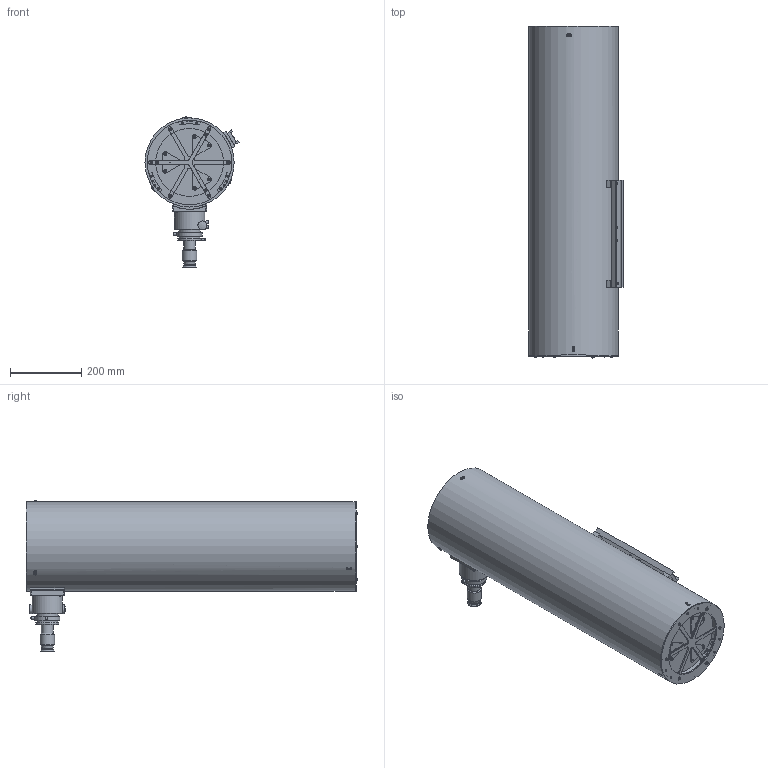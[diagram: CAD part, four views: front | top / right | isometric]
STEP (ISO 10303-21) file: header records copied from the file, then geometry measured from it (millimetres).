
FILE_DESCRIPTION(/* description */ (''),/* implementation_level */ '2;1');
FILE_NAME(/* name */ 'Teleskop.stp',/* time_stamp */ '2020-08-15T18:45:34+02:00',/* author */ ('barto'),/* organization */ (''),/* preprocessor_version */ 'ST-DEVELOPER v17.2',/* originating_system */ 'Autodesk Inventor 2019',/* authorisation */ '');
FILE_SCHEMA (('AUTOMOTIVE_DESIGN { 1 0 10303 214 3 1 1 }'));
Products named in the file (57): Teleskop; Gotowy; RingPrimaryMirror; NowyKatownik; SpiderPrimaryMirror; PrimaryMirror; BearingBall; HandlePrimaryMirror; GumoweTrzymadlo; Mirror; Część4; S-M3-0 ZI; Trzymacz; Połączenie gwintowe; Połączenie gwintowe_1; Połączenie gwintowe_2; ISO 4762 - M3 x 6; tuba2; Połączenie gwintowe_3; Połączenie gwintowe_4; ISO 7045 - M3 x 5 - 4.8 - H; Zespół1; Część1; podporka_pajaka; trzymadlo; srodek_pajaka; wkret_z_kulka; ramie_pajaka; Bolted Connection; ISO 2009 - M3 x 12; Bolted Connection_1; ISO 1207 - M3 x 6; Połączenie gwintowe_5; ISO 7045 - M4 x 5 - 4.8 - Z; Połączenie gwintowe_6; ISO 4035 - M3; Zespół14; szyna; podkladka; Połączenie gwintowe_7 ...
Assembly tree (138 placements, depth 4):
  Teleskop
    Gotowy
      RingPrimaryMirror
      NowyKatownik  x3
      Połączenie gwintowe_3  x3
        ISO 7045 - M3 x 5 - 4.8 - H
      Połączenie gwintowe_4  x3
        ISO 7045 - M3 x 5 - 4.8 - H
      SpiderPrimaryMirror
      Połączenie gwintowe_7  x3
        ISO 7045 - M4 x 6 - 4.8 - Z
      Połączenie gwintowe_5  x3
        ISO 7045 - M4 x 5 - 4.8 - Z
      PrimaryMirror
      Połączenie gwintowe_6  x3
        ISO 7045 - M4 x 6 - 4.8 - Z
      BearingBall  x3
      HandlePrimaryMirror  x3
      GumoweTrzymadlo  x9
      Mirror
      Część4  x3
      S-M3-0 ZI  x6
      Trzymacz  x3
      Połączenie gwintowe  x3
        ISO 7045 - M2,5 x 5 - 4.8 - Z
      Połączenie gwintowe_10  x3
        ISO 7045 - M2,5 x 5 - 4.8 - Z
      Połączenie gwintowe_1  x3
        ISO 4762 - M3 x 6
      Połączenie gwintowe_2  x3
        ISO 4762 - M3 x 6
    tuba2
    Połączenie gwintowe_3  x3
      ISO 7045 - M3 x 5 - 4.8 - H
    Połączenie gwintowe_4  x3
      ISO 7045 - M3 x 5 - 4.8 - H
    Zespół1
      Część1
      podporka_pajaka
      trzymadlo
      srodek_pajaka
      wkret_z_kulka
      ramie_pajaka  x3
      Bolted Connection  x3
        ISO 2009 - M3 x 12
      Bolted Connection_1  x3
        ISO 1207 - M3 x 6
    Połączenie gwintowe_5  x3
      ISO 7045 - M4 x 5 - 4.8 - Z
    Połączenie gwintowe_6  x3
      ISO 7045 - M4 x 6 - 4.8 - Z
    ISO 4035 - M3  x6
    Zespół14
      szyna
      podkladka  x2
    Połączenie gwintowe_7
      ISO 7045 - M4 x 6 - 4.8 - Z
    Połączenie gwintowe_8
      ANSI B18.6.2 - 1/4-20 UNC - 1
    wyciag
Bounding box: 263.59 x 930.04 x 421.38 mm (x, y, z)
Volume: 5747376.4 mm3; surface area: 1805081 mm2
Topology: 119 solids, 119 shells, 2580 faces, 6959 edges, 4695 vertices
Faces by surface type: plane 1100, cone 700, cylinder 498, torus 203, sphere 69, bspline 10
Full cylindrical faces by diameter (mm): 1.5 x3, 2 x3, 2.013 x6, 2.256 x7, 2.387 x3, 2.459 x30, 2.5 x7, 2.693 x3, 2.729 x12, 2.9 x6, 3 x25, 3.141 x3, 3.242 x14, 3.4 x28, 3.621 x16, 4 x30, 4.22 x12, 4.5 x18, 4.978 x4, 5 x21, 5.46 x6, 5.5 x6, 6.3 x6, 6.35 x1, 6.756 x8, 7 x5, 8 x3, 9.525 x1, 22.562 x1, 25 x2
Entity records: 31754 total; most frequent: CARTESIAN_POINT 9733, DIRECTION 4404, ORIENTED_EDGE 4008, EDGE_CURVE 2004, AXIS2_PLACEMENT_3D 1830, VERTEX_POINT 1368, EDGE_LOOP 986, CIRCLE 846
